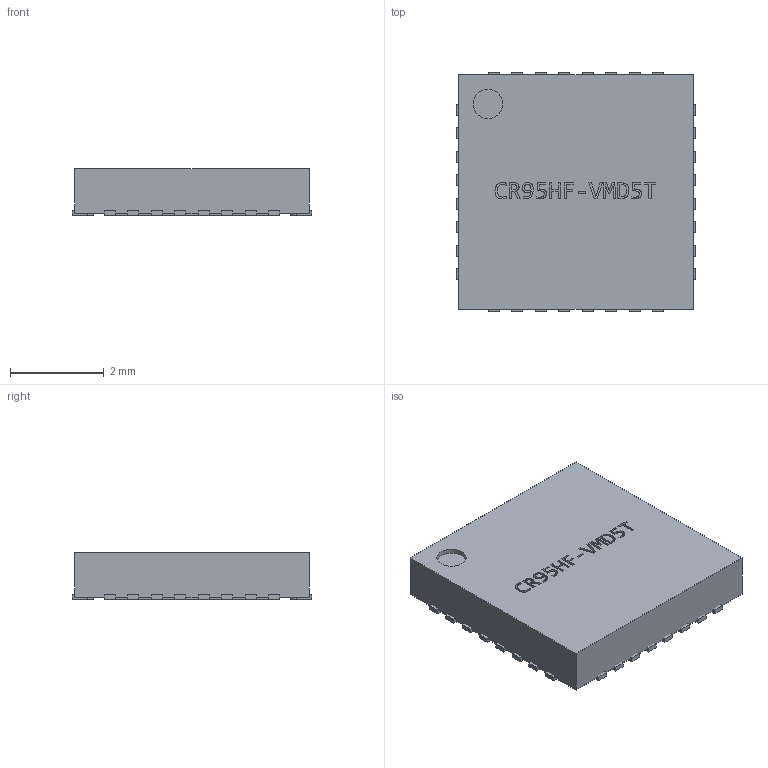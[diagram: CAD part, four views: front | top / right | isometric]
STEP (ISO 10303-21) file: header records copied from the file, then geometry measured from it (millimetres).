
FILE_DESCRIPTION(('FreeCAD Model'),'2;1');
FILE_NAME('527134.1.1.stp','2017-09-06T16:32:23',( 'Author'),(''),'Open CASCADE STEP processor 6.8','FreeCAD','Unknown' );
FILE_SCHEMA(('AUTOMOTIVE_DESIGN_CC2 { 1 2 10303 214 -1 1 5 4 }'));
Length unit declared in the file: millimetre
Products named in the file (5): ASSEMBLY; Body; ThermalPin; PinsArrayLR; PinsArrayTB
Assembly tree (4 placements, depth 2):
  ASSEMBLY
    Body
    ThermalPin
    PinsArrayLR
    PinsArrayTB
Bounding box: 5.1 x 5.1 x 1 mm (x, y, z)
Volume: 25.3 mm3; surface area: 109 mm2
Topology: 34 solids, 34 shells, 452 faces, 1104 edges, 736 vertices
Faces by surface type: plane 289, extrusion 130, cylinder 33
Full cylindrical faces by diameter (mm): 0.625 x1
Entity records: 28090 total; most frequent: CARTESIAN_POINT 5997, DIRECTION 3610, VECTOR 2790, LINE 2660, ORIENTED_EDGE 2208, PCURVE 2208, DEFINITIONAL_REPRESENTATION 2208, EDGE_CURVE 1104
